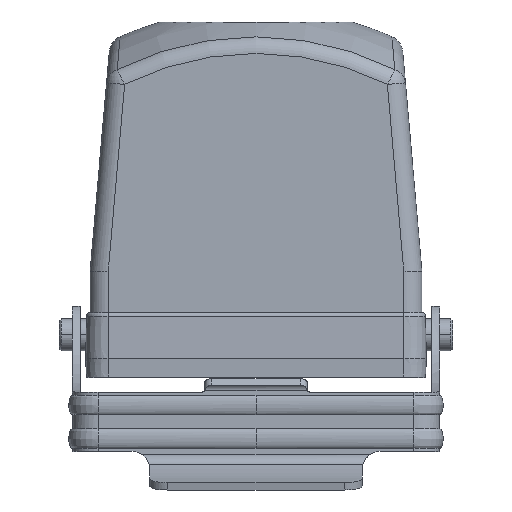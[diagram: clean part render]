
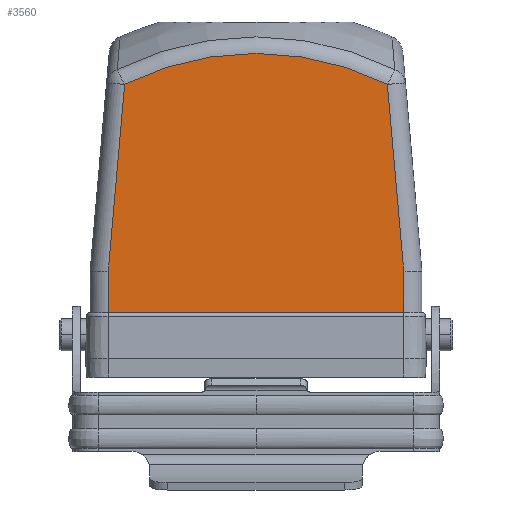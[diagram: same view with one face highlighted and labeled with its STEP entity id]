
A CAD part, top view. The second image highlights one B-rep face of the part: STEP entity #3560.
In plain terms, the highlighted planar face has unit normal (0, 0, 1).
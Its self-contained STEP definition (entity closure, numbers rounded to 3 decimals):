
#893 = EDGE_LOOP ( 'NONE', ( #8885, #12385, #1793, #6506, #12564, #6211 ) ) ;
#1793 = ORIENTED_EDGE ( 'NONE', *, *, #11300, .T. ) ;
#1962 = VECTOR ( 'NONE', #8878, 1000. ) ;
#1964 = VERTEX_POINT ( 'NONE', #3362 ) ;
#2927 = VECTOR ( 'NONE', #3080, 1000. ) ;
#2959 = CARTESIAN_POINT ( 'NONE',  ( -42.858, -0.253, 40.75 ) ) ;
#3080 = DIRECTION ( 'NONE',  ( 0., 1., 0. ) ) ;
#3125 = VECTOR ( 'NONE', #11029, 1000. ) ;
#3246 = CARTESIAN_POINT ( 'NONE',  ( -36.228, 75.526, 40.75 ) ) ;
#3362 = CARTESIAN_POINT ( 'NONE',  ( 40.755, 23.782, 40.75 ) ) ;
#3560 = ADVANCED_FACE ( 'NONE', ( #12221 ), #11184, .F. ) ;
#3836 = LINE ( 'NONE', #6332, #11653 ) ;
#3882 = LINE ( 'NONE', #11031, #11704 ) ;
#4169 = CARTESIAN_POINT ( 'NONE',  ( 42.163, 7.692, 40.75 ) ) ;
#4682 = VERTEX_POINT ( 'NONE', #7798 ) ;
#5233 = VERTEX_POINT ( 'NONE', #9376 ) ;
#5454 = CARTESIAN_POINT ( 'NONE',  ( 0., 2.835, 40.75 ) ) ;
#5895 = LINE ( 'NONE', #9000, #2927 ) ;
#6211 = ORIENTED_EDGE ( 'NONE', *, *, #7872, .T. ) ;
#6296 = DIRECTION ( 'NONE',  ( -1., 0., 0. ) ) ;
#6332 = CARTESIAN_POINT ( 'NONE',  ( -45.755, 12.6, 40.75 ) ) ;
#6435 = DIRECTION ( 'NONE',  ( -1., 0., 0. ) ) ;
#6506 = ORIENTED_EDGE ( 'NONE', *, *, #9501, .T. ) ;
#6933 = CIRCLE ( 'NONE', #7227, 81.219 ) ;
#7039 = EDGE_CURVE ( 'NONE', #4682, #1964, #5895, .T. ) ;
#7227 = AXIS2_PLACEMENT_3D ( 'NONE', #5454, #12305, #6435 ) ;
#7328 = DIRECTION ( 'NONE',  ( -1., 0., 0. ) ) ;
#7746 = VERTEX_POINT ( 'NONE', #12616 ) ;
#7798 = CARTESIAN_POINT ( 'NONE',  ( 40.755, 12.6, 40.75 ) ) ;
#7872 = EDGE_CURVE ( 'NONE', #5233, #8915, #3882, .T. ) ;
#7997 = VERTEX_POINT ( 'NONE', #3246 ) ;
#8059 = LINE ( 'NONE', #4169, #3125 ) ;
#8745 = CARTESIAN_POINT ( 'NONE',  ( -40.755, 12.6, 40.75 ) ) ;
#8878 = DIRECTION ( 'NONE',  ( -0.087, -0.996, 0. ) ) ;
#8885 = ORIENTED_EDGE ( 'NONE', *, *, #10154, .F. ) ;
#8915 = VERTEX_POINT ( 'NONE', #8745 ) ;
#9000 = CARTESIAN_POINT ( 'NONE',  ( 40.755, 0., 40.75 ) ) ;
#9035 = EDGE_CURVE ( 'NONE', #7997, #5233, #12443, .T. ) ;
#9376 = CARTESIAN_POINT ( 'NONE',  ( -40.755, 23.782, 40.75 ) ) ;
#9501 = EDGE_CURVE ( 'NONE', #7746, #7997, #6933, .T. ) ;
#10154 = EDGE_CURVE ( 'NONE', #4682, #8915, #3836, .T. ) ;
#11029 = DIRECTION ( 'NONE',  ( -0.087, 0.996, 0. ) ) ;
#11031 = CARTESIAN_POINT ( 'NONE',  ( -40.755, 0., 40.75 ) ) ;
#11184 = PLANE ( 'NONE',  #11812 ) ;
#11300 = EDGE_CURVE ( 'NONE', #1964, #7746, #8059, .T. ) ;
#11653 = VECTOR ( 'NONE', #7328, 1000. ) ;
#11704 = VECTOR ( 'NONE', #12016, 1000. ) ;
#11812 = AXIS2_PLACEMENT_3D ( 'NONE', #11962, #12166, #6296 ) ;
#11962 = CARTESIAN_POINT ( 'NONE',  ( -45.755, 0., 40.75 ) ) ;
#12016 = DIRECTION ( 'NONE',  ( 0., -1., 0. ) ) ;
#12166 = DIRECTION ( 'NONE',  ( 0., 0., -1. ) ) ;
#12221 = FACE_OUTER_BOUND ( 'NONE', #893, .T. ) ;
#12305 = DIRECTION ( 'NONE',  ( 0., 0., 1. ) ) ;
#12385 = ORIENTED_EDGE ( 'NONE', *, *, #7039, .T. ) ;
#12443 = LINE ( 'NONE', #2959, #1962 ) ;
#12564 = ORIENTED_EDGE ( 'NONE', *, *, #9035, .T. ) ;
#12616 = CARTESIAN_POINT ( 'NONE',  ( 36.228, 75.526, 40.75 ) ) ;
